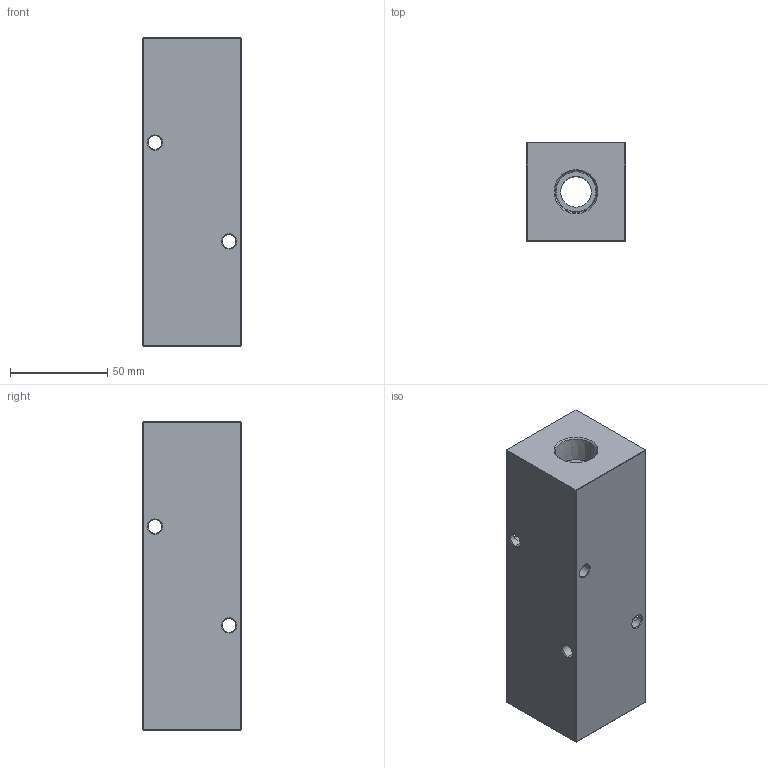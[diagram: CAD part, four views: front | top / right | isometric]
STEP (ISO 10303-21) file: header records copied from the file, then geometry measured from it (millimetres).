
FILE_DESCRIPTION (( 'STEP AP203' ), '1' );
FILE_NAME ('HM-3-90-P-8-8.STEP', '2020-10-30T13:54:21', ( '' ), ( '' ), 'SwSTEP 2.0', 'SolidWorks 2019', '' );
FILE_SCHEMA (( 'CONFIG_CONTROL_DESIGN' ));
Length unit declared in the file: inch
Products named in the file (1): HM-3-90-P-8-8
Bounding box: 50.8 x 50.8 x 158.75 mm (x, y, z)
Volume: 331971.6 mm3; surface area: 54017.9 mm2
Topology: 1 solids, 1 shells, 532 faces, 1392 edges, 908 vertices
Faces by surface type: plane 247, bspline 216, cone 36, cylinder 33
Entity records: 27119 total; most frequent: CARTESIAN_POINT 15391, ORIENTED_EDGE 2784, DIRECTION 1676, EDGE_CURVE 1392, VERTEX_POINT 908, LINE 810, VECTOR 810, EDGE_LOOP 604
